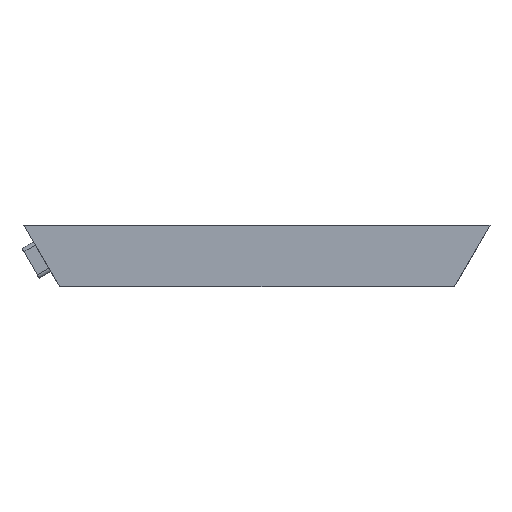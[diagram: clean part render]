
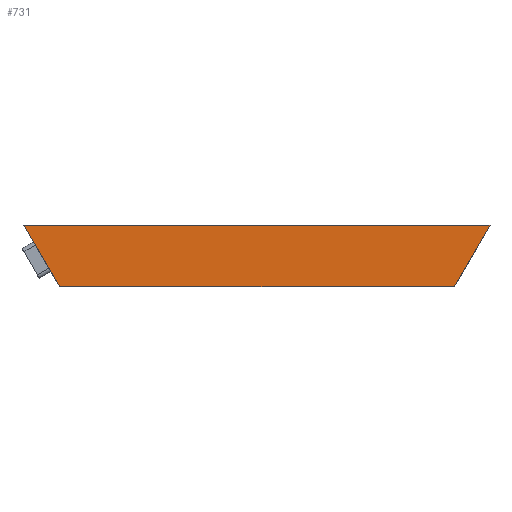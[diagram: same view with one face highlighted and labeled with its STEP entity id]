
A CAD part, front view. The second image highlights one B-rep face of the part: STEP entity #731.
In plain terms, the highlighted planar face has unit normal (0, -1, 0).
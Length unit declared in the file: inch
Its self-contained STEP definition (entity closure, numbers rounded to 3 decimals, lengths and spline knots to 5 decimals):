
#52=PLANE('',#813);
#93=FACE_OUTER_BOUND('',#141,.T.);
#141=EDGE_LOOP('',(#667,#668,#669,#670));
#200=LINE('',#1203,#273);
#211=LINE('',#1225,#284);
#213=LINE('',#1228,#286);
#216=LINE('',#1234,#289);
#273=VECTOR('',#994,0.3937);
#284=VECTOR('',#1009,0.3937);
#286=VECTOR('',#1013,0.3937);
#289=VECTOR('',#1022,0.3937);
#372=VERTEX_POINT('',#1200);
#373=VERTEX_POINT('',#1202);
#381=VERTEX_POINT('',#1222);
#382=VERTEX_POINT('',#1224);
#464=EDGE_CURVE('',#372,#373,#200,.T.);
#475=EDGE_CURVE('',#381,#382,#211,.T.);
#477=EDGE_CURVE('',#372,#382,#213,.T.);
#480=EDGE_CURVE('',#381,#373,#216,.T.);
#667=ORIENTED_EDGE('',*,*,#480,.T.);
#668=ORIENTED_EDGE('',*,*,#464,.F.);
#669=ORIENTED_EDGE('',*,*,#477,.T.);
#670=ORIENTED_EDGE('',*,*,#475,.F.);
#731=ADVANCED_FACE('',(#93),#52,.T.);
#813=AXIS2_PLACEMENT_3D('',#1233,#1020,#1021);
#994=DIRECTION('',(-0.5,0.,-0.866));
#1009=DIRECTION('',(-0.5,0.,0.866));
#1013=DIRECTION('',(-1.,0.,0.));
#1020=DIRECTION('center_axis',(0.,-1.,0.));
#1021=DIRECTION('ref_axis',(1.,0.,0.));
#1022=DIRECTION('',(1.,0.,0.));
#1200=CARTESIAN_POINT('',(1.73558,-0.62,0.46));
#1202=CARTESIAN_POINT('',(1.47,-0.62,0.));
#1203=CARTESIAN_POINT('',(1.73558,-0.62,0.46));
#1222=CARTESIAN_POINT('',(-1.47,-0.62,0.));
#1224=CARTESIAN_POINT('',(-1.73558,-0.62,0.46));
#1225=CARTESIAN_POINT('',(-1.47,-0.62,0.));
#1228=CARTESIAN_POINT('',(-1.47,-0.62,0.46));
#1233=CARTESIAN_POINT('Origin',(-1.47,-0.62,0.));
#1234=CARTESIAN_POINT('',(-1.47,-0.62,0.));
